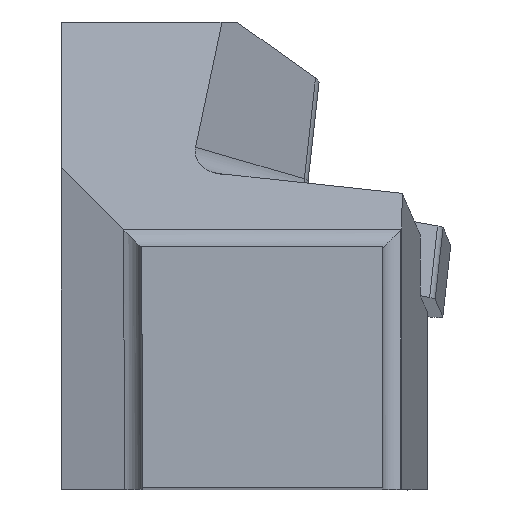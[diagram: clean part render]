
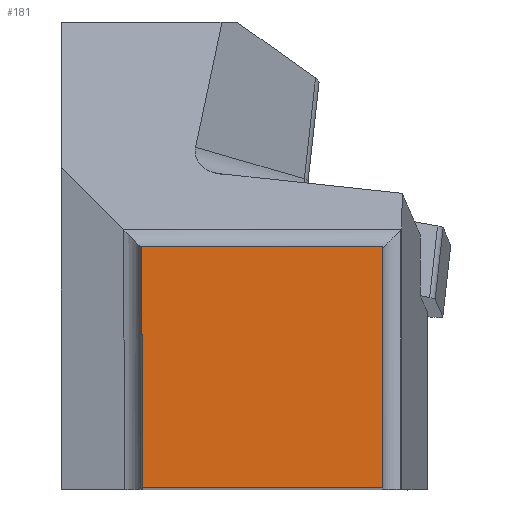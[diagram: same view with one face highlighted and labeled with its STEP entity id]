
A CAD part, top view. The second image highlights one B-rep face of the part: STEP entity #181.
In plain terms, the highlighted planar face has unit normal (0, 0, 1).
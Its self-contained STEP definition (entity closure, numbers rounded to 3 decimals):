
#137=FACE_OUTER_BOUND('',#442,.T.);
#181=ADVANCED_FACE('SHANK_FACE_BACK',(#137),#221,.F.);
#221=PLANE('',#1018);
#287=LINE('',#1524,#373);
#299=LINE('',#1555,#385);
#300=LINE('',#1557,#386);
#301=LINE('',#1559,#387);
#373=VECTOR('',#1186,1.);
#385=VECTOR('',#1216,1.);
#386=VECTOR('',#1217,1.);
#387=VECTOR('',#1218,1.);
#442=EDGE_LOOP('',(#598,#599,#600,#601));
#598=ORIENTED_EDGE('',*,*,#858,.F.);
#599=ORIENTED_EDGE('',*,*,#842,.T.);
#600=ORIENTED_EDGE('',*,*,#859,.T.);
#601=ORIENTED_EDGE('',*,*,#860,.F.);
#749=VERTEX_POINT('',#1523);
#750=VERTEX_POINT('',#1525);
#760=VERTEX_POINT('',#1556);
#761=VERTEX_POINT('',#1558);
#842=EDGE_CURVE('',#750,#749,#287,.T.);
#858=EDGE_CURVE('',#750,#760,#299,.T.);
#859=EDGE_CURVE('',#749,#761,#300,.T.);
#860=EDGE_CURVE('',#760,#761,#301,.T.);
#1018=AXIS2_PLACEMENT_3D('',#1560,#1219,#1220);
#1186=DIRECTION('',(1.,0.,0.));
#1216=DIRECTION('',(-0.004,1.,0.));
#1217=DIRECTION('',(0.,1.,0.));
#1218=DIRECTION('',(1.,0.,0.));
#1219=DIRECTION('',(0.,0.,-1.));
#1220=DIRECTION('',(-0.994,0.111,0.));
#1523=CARTESIAN_POINT('',(15.875,0.,0.));
#1524=CARTESIAN_POINT('',(-6.615,0.,0.));
#1525=CARTESIAN_POINT('',(0.069,0.,0.));
#1555=CARTESIAN_POINT('',(0.593,-120.144,0.));
#1556=CARTESIAN_POINT('',(0.,15.875,0.));
#1557=CARTESIAN_POINT('',(15.875,-6.294,0.));
#1558=CARTESIAN_POINT('',(15.875,15.875,0.));
#1559=CARTESIAN_POINT('',(-6.615,15.875,0.));
#1560=CARTESIAN_POINT('',(0.,0.,
0.));
